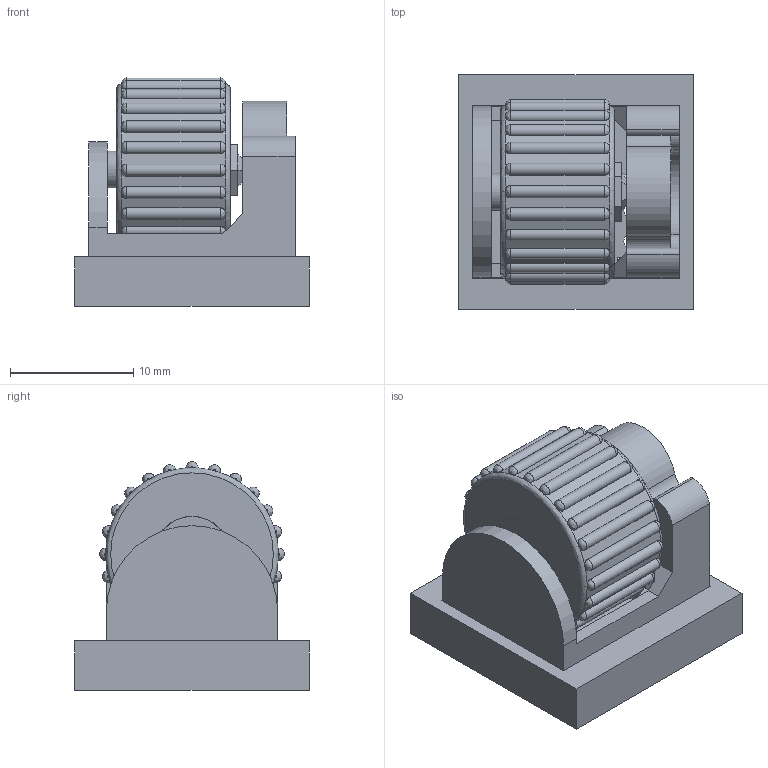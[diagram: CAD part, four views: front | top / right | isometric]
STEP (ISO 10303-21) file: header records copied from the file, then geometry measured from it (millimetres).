
FILE_DESCRIPTION(('FreeCAD Model'),'2;1');
FILE_NAME('Open CASCADE Shape Model','2025-11-28T16:35:49',('Author'),( ''),'Open CASCADE STEP processor 7.8','FreeCAD','Unknown');
FILE_SCHEMA(('AUTOMOTIVE_DESIGN { 1 0 10303 214 1 1 1 1 }'));
Length unit declared in the file: millimetre
Products named in the file (9): Unnamed1; Socket; Part; Part000; Part001; Part002; Part003; Part004; Part005
Assembly tree (8 placements, depth 3):
  Unnamed1
    Socket
    Part
      Part000
      Part001
      Part002
      Part003
      Part004
      Part005
Bounding box: 19.05 x 19.05 x 18.54 mm (x, y, z)
Volume: 3113.7 mm3; surface area: 3750.9 mm2
Topology: 7 solids, 7 shells, 307 faces, 747 edges, 461 vertices
Faces by surface type: plane 176, cylinder 81, bspline 48, torus 2
Full cylindrical faces by diameter (mm): 1.626 x3, 1.8 x1, 2 x1, 3 x2, 3.15 x1, 5.4 x1, 5.6 x1, 6 x1, 6.15 x2
Entity records: 10560 total; most frequent: CARTESIAN_POINT 3325, ORIENTED_EDGE 1494, DIRECTION 1438, EDGE_CURVE 747, AXIS2_PLACEMENT_3D 534, VERTEX_POINT 461, LINE 370, VECTOR 370
